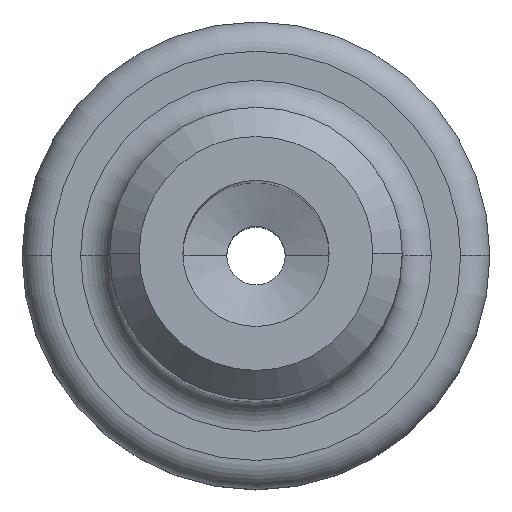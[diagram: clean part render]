
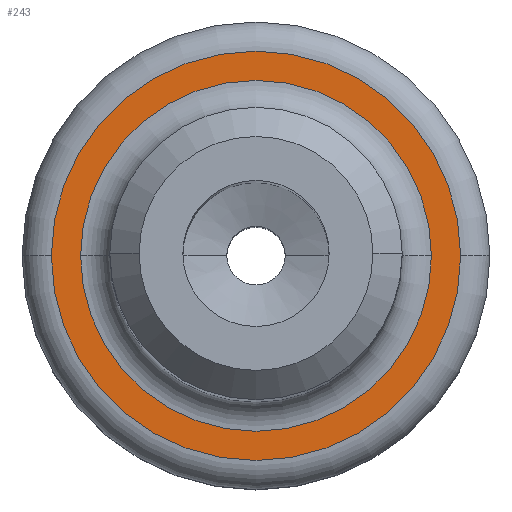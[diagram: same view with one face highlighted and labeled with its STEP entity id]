
A CAD part, top view. The second image highlights one B-rep face of the part: STEP entity #243.
In plain terms, the highlighted planar face has unit normal (0, 0, 1).
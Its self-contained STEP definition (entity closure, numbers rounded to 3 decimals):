
#129=EDGE_CURVE('NONE',#161,#261,#350,.T.);
#157=VERTEX_POINT('NONE',#382);
#161=VERTEX_POINT('NONE',#386);
#191=EDGE_CURVE('NONE',#157,#281,#420,.T.);
#209=EDGE_CURVE('NONE',#261,#161,#440,.T.);
#219=EDGE_CURVE('NONE',#281,#157,#451,.T.);
#243=ADVANCED_FACE('NONE',(#478,#479),#480,.F.);
#261=VERTEX_POINT('NONE',#499);
#281=VERTEX_POINT('NONE',#522);
#350=CIRCLE('',#587,6.0);
#382=CARTESIAN_POINT('',(-7.,0.,5.0));
#386=CARTESIAN_POINT('',(-6.0,0.,5.0));
#420=CIRCLE('',#675,7.);
#440=CIRCLE('',#698,6.0);
#451=CIRCLE('',#712,7.);
#478=FACE_OUTER_BOUND('',#745,.T.);
#479=FACE_BOUND('',#746,.T.);
#480=PLANE('',#747);
#499=CARTESIAN_POINT('',(6.0,0.0,5.0));
#522=CARTESIAN_POINT('',(7.,0.0,5.0));
#587=AXIS2_PLACEMENT_3D('',#888,#889,#890);
#675=AXIS2_PLACEMENT_3D('',#991,#992,#993);
#698=AXIS2_PLACEMENT_3D('',#1016,#1017,#1018);
#712=AXIS2_PLACEMENT_3D('',#1033,#1034,#1035);
#745=EDGE_LOOP('',(#1066,#1067));
#746=EDGE_LOOP('',(#1068,#1069));
#747=AXIS2_PLACEMENT_3D('',#1070,#1071,#1072);
#888=CARTESIAN_POINT('',(0.0,0.0,5.0));
#889=DIRECTION('',(0.0,0.0,1.0));
#890=DIRECTION('',(1.0,0.0,0.0));
#991=CARTESIAN_POINT('',(0.0,0.0,5.0));
#992=DIRECTION('',(0.0,0.0,1.0));
#993=DIRECTION('',(1.0,0.0,0.0));
#1016=CARTESIAN_POINT('',(0.0,0.0,5.0));
#1017=DIRECTION('',(0.0,0.0,1.0));
#1018=DIRECTION('',(1.0,0.0,0.0));
#1033=CARTESIAN_POINT('',(0.0,0.0,5.0));
#1034=DIRECTION('',(0.0,0.0,1.0));
#1035=DIRECTION('',(1.0,0.0,0.0));
#1066=ORIENTED_EDGE('',*,*,#219,.T.);
#1067=ORIENTED_EDGE('',*,*,#191,.T.);
#1068=ORIENTED_EDGE('',*,*,#209,.F.);
#1069=ORIENTED_EDGE('',*,*,#129,.F.);
#1070=CARTESIAN_POINT('',(0.0,6.0,5.0));
#1071=DIRECTION('',(0.0,0.0,-1.0));
#1072=DIRECTION('',(0.0,1.0,0.0));
